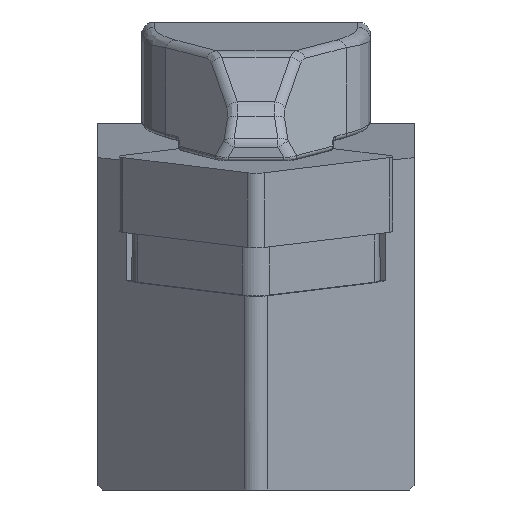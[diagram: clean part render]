
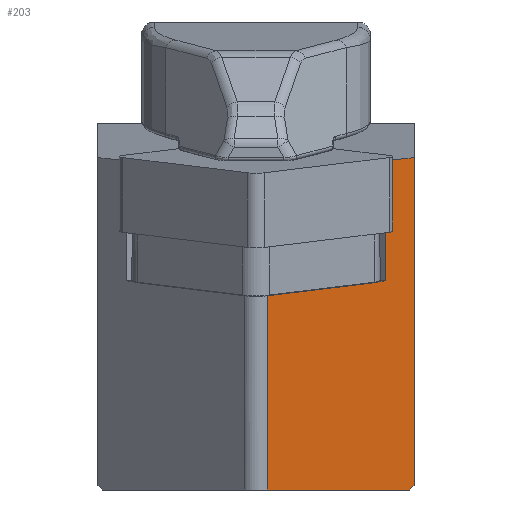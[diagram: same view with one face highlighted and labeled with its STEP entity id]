
A CAD part, left-side view. The second image highlights one B-rep face of the part: STEP entity #203.
In plain terms, the highlighted planar face has unit normal (-0.702, -0.707, -0.086).
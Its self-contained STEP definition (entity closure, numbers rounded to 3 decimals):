
#203=ADVANCED_FACE('',(#402),#341,.F.);
#341=PLANE('',#2273);
#402=FACE_OUTER_BOUND('',#533,.T.);
#533=EDGE_LOOP('',(#1083,#1084,#1085,#1086,#1087,#1088,#1089,#1090));
#670=LINE('',#3177,#853);
#674=LINE('',#3186,#857);
#680=LINE('',#3198,#863);
#705=LINE('',#3247,#888);
#706=LINE('',#3248,#889);
#707=LINE('',#3250,#890);
#708=LINE('',#3252,#891);
#709=LINE('',#3254,#892);
#853=VECTOR('',#2511,1.);
#857=VECTOR('',#2517,1.);
#863=VECTOR('',#2525,1.);
#888=VECTOR('',#2564,1.);
#889=VECTOR('',#2565,1.);
#890=VECTOR('',#2566,1.);
#891=VECTOR('',#2567,1.);
#892=VECTOR('',#2568,1.);
#1083=ORIENTED_EDGE('',*,*,#1902,.F.);
#1084=ORIENTED_EDGE('',*,*,#1867,.F.);
#1085=ORIENTED_EDGE('',*,*,#1903,.F.);
#1086=ORIENTED_EDGE('',*,*,#1904,.F.);
#1087=ORIENTED_EDGE('',*,*,#1905,.F.);
#1088=ORIENTED_EDGE('',*,*,#1906,.F.);
#1089=ORIENTED_EDGE('',*,*,#1877,.F.);
#1090=ORIENTED_EDGE('',*,*,#1871,.F.);
#1673=VERTEX_POINT('',#3175);
#1675=VERTEX_POINT('',#3178);
#1678=VERTEX_POINT('',#3185);
#1679=VERTEX_POINT('',#3187);
#1684=VERTEX_POINT('',#3199);
#1701=VERTEX_POINT('',#3249);
#1702=VERTEX_POINT('',#3251);
#1703=VERTEX_POINT('',#3253);
#1867=EDGE_CURVE('',#1673,#1675,#670,.T.);
#1871=EDGE_CURVE('',#1678,#1679,#674,.T.);
#1877=EDGE_CURVE('',#1679,#1684,#680,.T.);
#1902=EDGE_CURVE('',#1675,#1678,#705,.T.);
#1903=EDGE_CURVE('',#1701,#1673,#706,.T.);
#1904=EDGE_CURVE('',#1702,#1701,#707,.T.);
#1905=EDGE_CURVE('',#1703,#1702,#708,.T.);
#1906=EDGE_CURVE('',#1684,#1703,#709,.T.);
#2273=AXIS2_PLACEMENT_3D('',#3255,#2569,#2570);
#2511=DIRECTION('',(0.702,-0.707,0.086));
#2517=DIRECTION('',(0.702,-0.707,0.086));
#2525=DIRECTION('',(0.122,0.,-0.993));
#2564=DIRECTION('',(-0.122,0.,0.993));
#2565=DIRECTION('',(0.702,-0.707,0.086));
#2566=DIRECTION('',(-0.122,0.,0.993));
#2567=DIRECTION('',(-0.71,0.704,0.));
#2568=DIRECTION('',(-0.53,0.599,-0.599));
#2569=DIRECTION('',(0.702,0.707,0.086));
#2570=DIRECTION('',(-0.71,0.704,0.));
#3175=CARTESIAN_POINT('',(9.645,-17.823,-6.815));
#3177=CARTESIAN_POINT('',(11.805,-20.,-6.55));
#3178=CARTESIAN_POINT('',(10.021,-18.202,-6.769));
#3185=CARTESIAN_POINT('',(9.09,-18.202,0.814));
#3186=CARTESIAN_POINT('',(10.874,-20.,1.033));
#3187=CARTESIAN_POINT('',(10.874,-20.,1.033));
#3198=CARTESIAN_POINT('',(15.713,-20.,-38.371));
#3199=CARTESIAN_POINT('',(13.42,-20.,-19.7));
#3247=CARTESIAN_POINT('',(13.928,-18.202,-38.59));
#3248=CARTESIAN_POINT('',(11.805,-20.,-6.55));
#3249=CARTESIAN_POINT('',(2.582,-10.707,-7.683));
#3250=CARTESIAN_POINT('',(6.489,-10.707,-39.504));
#3251=CARTESIAN_POINT('',(4.094,-10.707,-20.));
#3252=CARTESIAN_POINT('',(14.593,-21.128,-20.));
#3253=CARTESIAN_POINT('',(13.155,-19.7,-20.));
#3254=CARTESIAN_POINT('',(8.129,-14.019,-25.681));
#3255=CARTESIAN_POINT('',(15.713,-20.,-38.371));
